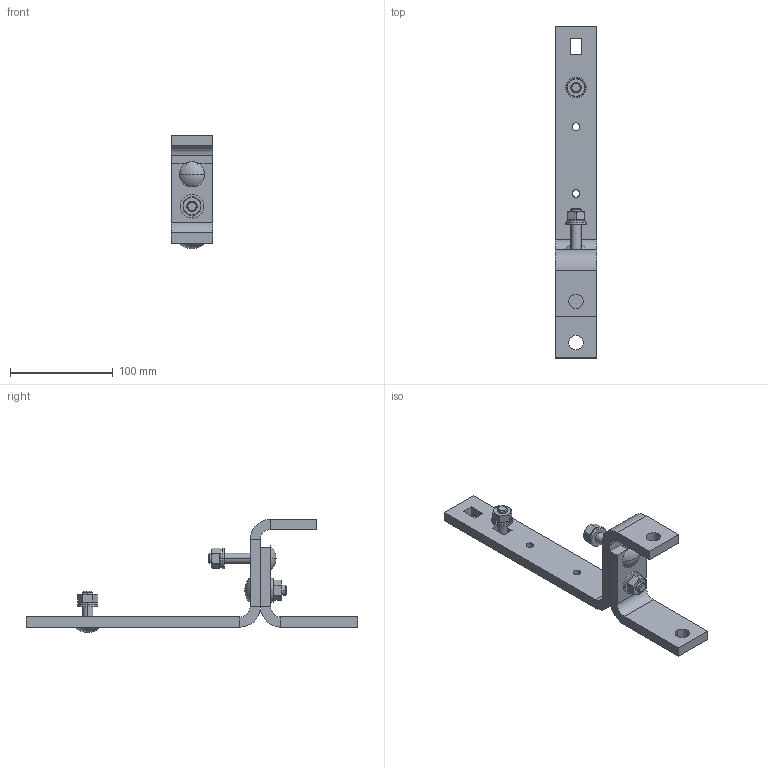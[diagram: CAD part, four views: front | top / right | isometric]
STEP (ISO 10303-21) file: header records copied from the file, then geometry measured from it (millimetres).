
FILE_DESCRIPTION(('STEP AP214'),'1');
FILE_NAME('cctmp_324CF9B2-6123-43E9-B5A4-E90074F6479E_2024_05_23_13_32_00_0471..stp','2024-05-23T11:32:00',('SIEMENS A&D'),('CADClick - www.CADClick.com'),'Spatial InterOp 3D',' ','unknown authorization');
FILE_SCHEMA(('AUTOMOTIVE_DESIGN'));
Length unit declared in the file: millimetre
Products named in the file (14): cc_unnamed; 2024_05_23_13_32_00_0456; 2024_05_23_13_32_00_0412; 2024_05_23_13_32_00_0377; 2024_05_23_13_32_00_0315; 2024_05_23_13_32_00_0284; 2024_05_23_13_32_00_0253; 2024_05_23_13_32_00_0222; 2024_05_23_13_32_00_0159; 2024_05_23_13_32_00_0127; 2024_05_23_13_32_00_0096; 2024_05_23_13_32_00_0065; 2024_05_23_13_32_00_0003; 2024_05_23_13_31_59_0971
Assembly tree (13 placements, depth 2):
  cc_unnamed
    2024_05_23_13_32_00_0456
    2024_05_23_13_32_00_0412
    2024_05_23_13_32_00_0377
    2024_05_23_13_32_00_0315
    2024_05_23_13_32_00_0284
    2024_05_23_13_32_00_0253
    2024_05_23_13_32_00_0222
    2024_05_23_13_32_00_0159
    2024_05_23_13_32_00_0127
    2024_05_23_13_32_00_0096
    2024_05_23_13_32_00_0065
    2024_05_23_13_32_00_0003
    2024_05_23_13_31_59_0971
Bounding box: 40 x 323 x 110.38 mm (x, y, z)
Volume: 216925 mm3; surface area: 69072.1 mm2
Topology: 13 solids, 13 shells, 210 faces, 468 edges, 293 vertices
Faces by surface type: plane 116, cylinder 52, cone 36, sphere 6
Entity records: 7943 total; most frequent: CARTESIAN_POINT 1129, DIRECTION 1032, ORIENTED_EDGE 936, EDGE_CURVE 468, AXIS2_PLACEMENT_3D 376, VERTEX_POINT 293, LINE 280, VECTOR 280
